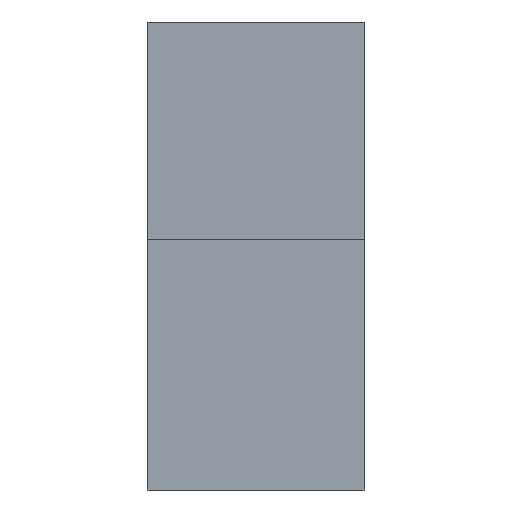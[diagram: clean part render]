
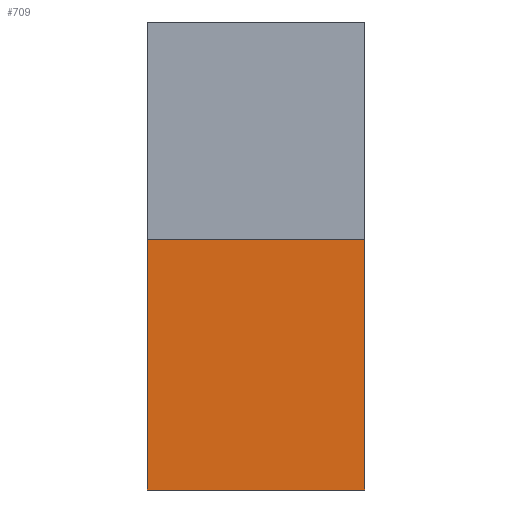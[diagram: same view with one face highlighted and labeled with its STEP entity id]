
A CAD part, front view. The second image highlights one B-rep face of the part: STEP entity #709.
In plain terms, the highlighted planar face has unit normal (0, -1, 0).
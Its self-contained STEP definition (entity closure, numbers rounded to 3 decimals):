
#42 = VECTOR ( 'NONE', #2019, 1000. ) ;
#105 = ORIENTED_EDGE ( 'NONE', *, *, #1410, .F. ) ;
#112 = EDGE_CURVE ( 'NONE', #1986, #1608, #2281, .T. ) ;
#255 = CARTESIAN_POINT ( 'NONE',  ( 2.5, -1.2, 0. ) ) ;
#276 = VECTOR ( 'NONE', #1620, 1000. ) ;
#315 = CARTESIAN_POINT ( 'NONE',  ( -2.5, -1.2, -5.75 ) ) ;
#485 = CARTESIAN_POINT ( 'NONE',  ( -2.5, -1.2, 0. ) ) ;
#518 = CARTESIAN_POINT ( 'NONE',  ( 2.5, -1.2, 0. ) ) ;
#568 = DIRECTION ( 'NONE',  ( 1., 0., 0. ) ) ;
#668 = FACE_OUTER_BOUND ( 'NONE', #798, .T. ) ;
#679 = EDGE_CURVE ( 'NONE', #1824, #1986, #783, .T. ) ;
#709 = ADVANCED_FACE ( 'NONE', ( #668 ), #1932, .T. ) ;
#746 = CARTESIAN_POINT ( 'NONE',  ( 2.5, -1.2, -5.75 ) ) ;
#748 = CARTESIAN_POINT ( 'NONE',  ( -2.5, -1.2, -5.75 ) ) ;
#783 = LINE ( 'NONE', #2004, #2187 ) ;
#798 = EDGE_LOOP ( 'NONE', ( #1877, #105, #1054, #1116 ) ) ;
#950 = CARTESIAN_POINT ( 'NONE',  ( 2.5, -1.2, -5.75 ) ) ;
#975 = VERTEX_POINT ( 'NONE', #485 ) ;
#1054 = ORIENTED_EDGE ( 'NONE', *, *, #679, .T. ) ;
#1116 = ORIENTED_EDGE ( 'NONE', *, *, #112, .T. ) ;
#1410 = EDGE_CURVE ( 'NONE', #1824, #975, #1855, .T. ) ;
#1608 = VERTEX_POINT ( 'NONE', #255 ) ;
#1619 = DIRECTION ( 'NONE',  ( 1., 0., 0. ) ) ;
#1620 = DIRECTION ( 'NONE',  ( 0., 0., 1. ) ) ;
#1696 = LINE ( 'NONE', #518, #2070 ) ;
#1741 = AXIS2_PLACEMENT_3D ( 'NONE', #950, #2231, #568 ) ;
#1789 = CARTESIAN_POINT ( 'NONE',  ( 2.5, -1.2, -5.75 ) ) ;
#1824 = VERTEX_POINT ( 'NONE', #315 ) ;
#1855 = LINE ( 'NONE', #748, #42 ) ;
#1865 = DIRECTION ( 'NONE',  ( 1., 0., 0. ) ) ;
#1877 = ORIENTED_EDGE ( 'NONE', *, *, #1935, .F. ) ;
#1932 = PLANE ( 'NONE',  #1741 ) ;
#1935 = EDGE_CURVE ( 'NONE', #975, #1608, #1696, .T. ) ;
#1986 = VERTEX_POINT ( 'NONE', #1789 ) ;
#2004 = CARTESIAN_POINT ( 'NONE',  ( 2.5, -1.2, -5.75 ) ) ;
#2019 = DIRECTION ( 'NONE',  ( 0., 0., 1. ) ) ;
#2070 = VECTOR ( 'NONE', #1619, 1000. ) ;
#2187 = VECTOR ( 'NONE', #1865, 1000. ) ;
#2231 = DIRECTION ( 'NONE',  ( 0., -1., 0. ) ) ;
#2281 = LINE ( 'NONE', #746, #276 ) ;
